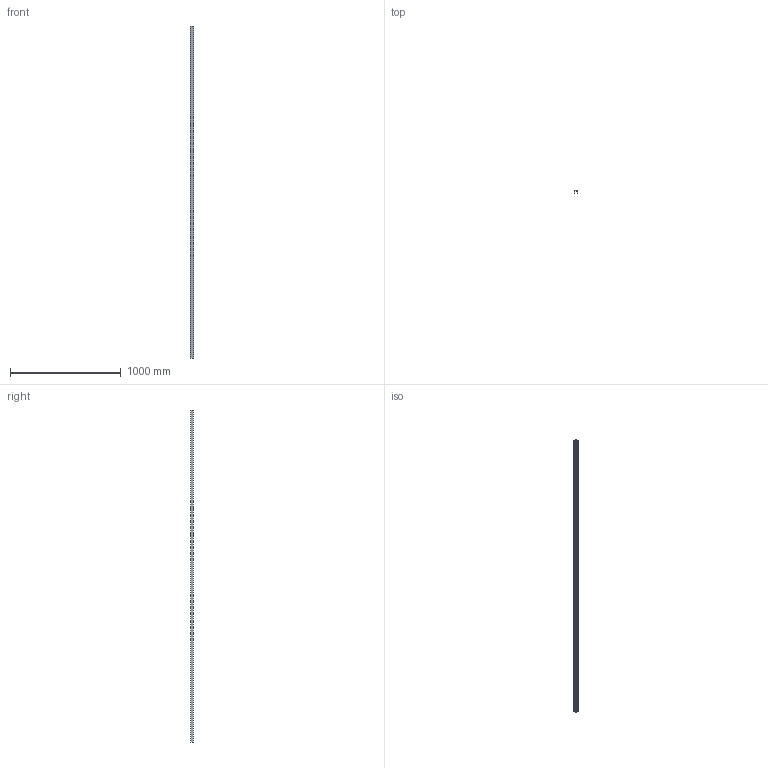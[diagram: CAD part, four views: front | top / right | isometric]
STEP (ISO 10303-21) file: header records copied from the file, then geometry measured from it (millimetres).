
FILE_DESCRIPTION (( 'STEP AP203' ), '1' );
FILE_NAME ('80530-240.step', '2023-12-05T13:59:52', ( '' ), ( '' ), 'SwSTEP 2.0', 'SolidWorks 2018', '' );
FILE_SCHEMA (( 'CONFIG_CONTROL_DESIGN' ));
Length unit declared in the file: millimetre
Products named in the file (1): 80530-240
Bounding box: 28 x 26 x 3000 mm (x, y, z)
Volume: 450205.1 mm3; surface area: 460584.5 mm2
Topology: 1 solids, 1 shells, 248 faces, 660 edges, 440 vertices
Faces by surface type: plane 122, bspline 120, cylinder 6
Entity records: 14561 total; most frequent: CARTESIAN_POINT 9117, ORIENTED_EDGE 1320, DIRECTION 690, EDGE_CURVE 660, VERTEX_POINT 440, VECTOR 408, LINE 408, EDGE_LOOP 274
